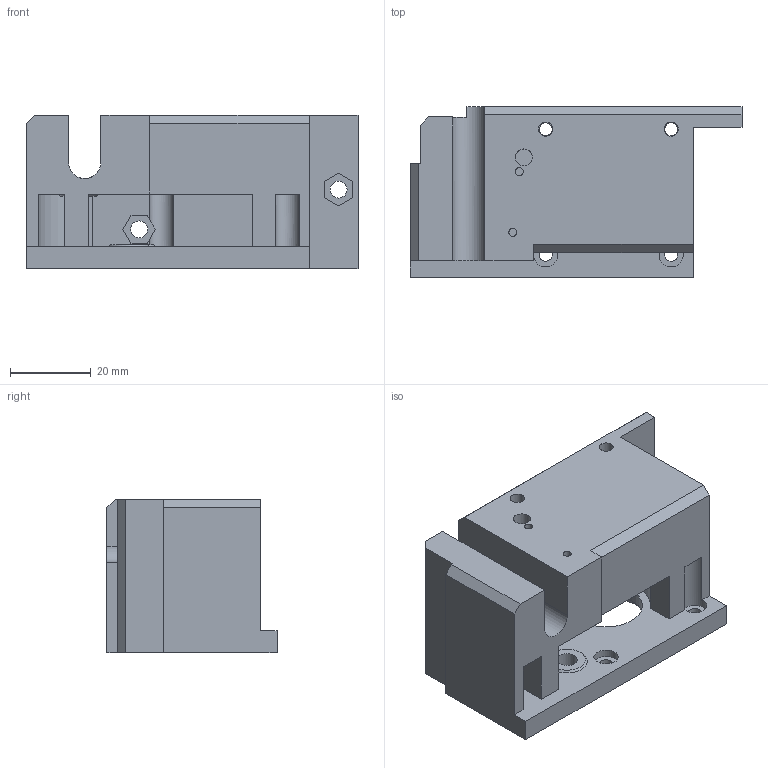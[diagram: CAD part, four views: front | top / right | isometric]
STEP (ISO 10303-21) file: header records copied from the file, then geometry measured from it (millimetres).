
FILE_DESCRIPTION(('FreeCAD Model'),'2;1');
FILE_NAME('Open CASCADE Shape Model','2025-03-04T11:27:41',(''),(''), 'Open CASCADE STEP processor 7.8','FreeCAD','Unknown');
FILE_SCHEMA(('AUTOMOTIVE_DESIGN { 1 0 10303 214 1 1 1 1 }'));
Length unit declared in the file: millimetre
Products named in the file (1): крдвиг
Bounding box: 82 x 42 x 38 mm (x, y, z)
Volume: 65786.1 mm3; surface area: 22499.4 mm2
Topology: 1 solids, 1 shells, 119 faces, 331 edges, 224 vertices
Faces by surface type: plane 86, cylinder 30, cone 3
Full cylindrical faces by diameter (mm): 2 x2, 3.2 x4, 3.5 x2, 4.2 x3, 6 x4, 9 x3, 18 x2, 22.1 x1
Entity records: 3908 total; most frequent: CARTESIAN_POINT 678, ORIENTED_EDGE 662, DIRECTION 652, EDGE_CURVE 331, LINE 244, VECTOR 244, VERTEX_POINT 224, AXIS2_PLACEMENT_3D 204
